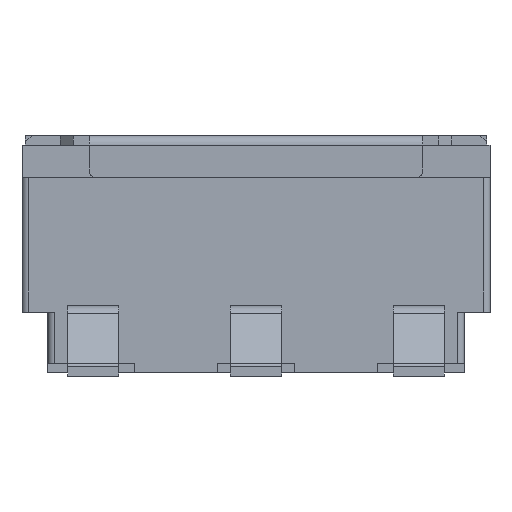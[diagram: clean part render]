
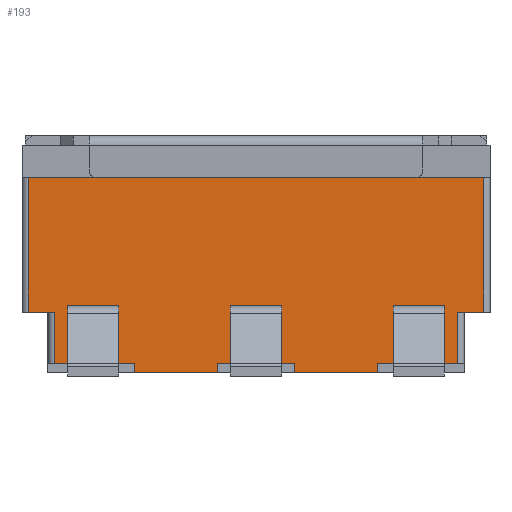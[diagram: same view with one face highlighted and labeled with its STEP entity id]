
A CAD part, left-side view. The second image highlights one B-rep face of the part: STEP entity #193.
In plain terms, the highlighted planar face has unit normal (-1, 0, 0).
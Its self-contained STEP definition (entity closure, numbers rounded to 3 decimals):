
#13=DIRECTION('',(0.,0.,1.));
#24=VERTEX_POINT('',#25);
#25=CARTESIAN_POINT('',(-3.55,-0.6,0.05));
#31=EDGE_CURVE('',#24,#32,#34,.T.);
#32=VERTEX_POINT('',#33);
#33=CARTESIAN_POINT('',(-3.55,-1.9,0.05));
#34=LINE('',#35,#36);
#35=CARTESIAN_POINT('',(-3.55,3.25,0.05));
#36=VECTOR('',#37,1.);
#37=DIRECTION('',(0.,-1.,0.));
#45=DIRECTION('',(1.,0.,0.));
#64=VECTOR('',#65,1.);
#65=DIRECTION('',(0.,1.,0.));
#126=VERTEX_POINT('',#127);
#127=CARTESIAN_POINT('',(-3.55,1.9,0.05));
#131=EDGE_CURVE('',#126,#132,#34,.T.);
#132=VERTEX_POINT('',#133);
#133=CARTESIAN_POINT('',(-3.55,0.6,0.05));
#160=ORIENTED_EDGE('',*,*,#161,.T.);
#161=EDGE_CURVE('',#24,#162,#164,.T.);
#162=VERTEX_POINT('',#163);
#163=CARTESIAN_POINT('',(-3.55,-0.6,0.2));
#164=LINE('',#165,#166);
#165=CARTESIAN_POINT('',(-3.55,-0.6,0.));
#166=VECTOR('',#13,1.);
#193=ADVANCED_FACE('',(#194,#269,#293,#315),#337,.F.);
#194=FACE_BOUND('',#195,.F.);
#195=EDGE_LOOP('',(#196,#204,#209,#213,#160,#214,#219,#223,#224,#230,#236,#242,#249,#254,#259,#264));
#196=ORIENTED_EDGE('',*,*,#197,.F.);
#197=EDGE_CURVE('',#198,#200,#202,.T.);
#198=VERTEX_POINT('',#199);
#199=CARTESIAN_POINT('',(-3.55,-3.15,0.2));
#200=VERTEX_POINT('',#201);
#201=CARTESIAN_POINT('',(-3.55,-3.15,1.));
#202=LINE('',#203,#166);
#203=CARTESIAN_POINT('',(-3.55,-3.15,0.05));
#204=ORIENTED_EDGE('',*,*,#205,.F.);
#205=EDGE_CURVE('',#206,#198,#208,.T.);
#206=VERTEX_POINT('',#207);
#207=CARTESIAN_POINT('',(-3.55,-1.9,0.2));
#208=LINE('',#207,#36);
#209=ORIENTED_EDGE('',*,*,#210,.F.);
#210=EDGE_CURVE('',#32,#206,#211,.T.);
#211=LINE('',#212,#166);
#212=CARTESIAN_POINT('',(-3.55,-1.9,0.));
#213=ORIENTED_EDGE('',*,*,#31,.F.);
#214=ORIENTED_EDGE('',*,*,#215,.F.);
#215=EDGE_CURVE('',#216,#162,#218,.T.);
#216=VERTEX_POINT('',#217);
#217=CARTESIAN_POINT('',(-3.55,0.6,0.2));
#218=LINE('',#217,#36);
#219=ORIENTED_EDGE('',*,*,#220,.F.);
#220=EDGE_CURVE('',#132,#216,#221,.T.);
#221=LINE('',#222,#166);
#222=CARTESIAN_POINT('',(-3.55,0.6,0.));
#223=ORIENTED_EDGE('',*,*,#131,.F.);
#224=ORIENTED_EDGE('',*,*,#225,.T.);
#225=EDGE_CURVE('',#126,#226,#228,.T.);
#226=VERTEX_POINT('',#227);
#227=CARTESIAN_POINT('',(-3.55,1.9,0.2));
#228=LINE('',#229,#166);
#229=CARTESIAN_POINT('',(-3.55,1.9,0.));
#230=ORIENTED_EDGE('',*,*,#231,.F.);
#231=EDGE_CURVE('',#232,#226,#234,.T.);
#232=VERTEX_POINT('',#233);
#233=CARTESIAN_POINT('',(-3.55,3.15,0.2));
#234=LINE('',#235,#36);
#235=CARTESIAN_POINT('',(-3.55,3.25,0.2));
#236=ORIENTED_EDGE('',*,*,#237,.T.);
#237=EDGE_CURVE('',#232,#238,#240,.T.);
#238=VERTEX_POINT('',#239);
#239=CARTESIAN_POINT('',(-3.55,3.15,1.));
#240=LINE('',#241,#166);
#241=CARTESIAN_POINT('',(-3.55,3.15,0.05));
#242=ORIENTED_EDGE('',*,*,#243,.T.);
#243=EDGE_CURVE('',#238,#244,#246,.T.);
#244=VERTEX_POINT('',#245);
#245=CARTESIAN_POINT('',(-3.55,3.55,1.));
#246=LINE('',#239,#247);
#247=VECTOR('',#248,1.);
#248=DIRECTION('',(0.,1.,0.));
#249=ORIENTED_EDGE('',*,*,#250,.T.);
#250=EDGE_CURVE('',#244,#251,#253,.T.);
#251=VERTEX_POINT('',#252);
#252=CARTESIAN_POINT('',(-3.55,3.55,3.1));
#253=LINE('',#245,#166);
#254=ORIENTED_EDGE('',*,*,#255,.F.);
#255=EDGE_CURVE('',#256,#251,#258,.T.);
#256=VERTEX_POINT('',#257);
#257=CARTESIAN_POINT('',(-3.55,-3.55,3.1));
#258=LINE('',#257,#64);
#259=ORIENTED_EDGE('',*,*,#260,.F.);
#260=EDGE_CURVE('',#261,#256,#263,.T.);
#261=VERTEX_POINT('',#262);
#262=CARTESIAN_POINT('',(-3.55,-3.55,1.));
#263=LINE('',#262,#166);
#264=ORIENTED_EDGE('',*,*,#265,.F.);
#265=EDGE_CURVE('',#200,#261,#266,.T.);
#266=LINE('',#201,#267);
#267=VECTOR('',#268,1.);
#268=DIRECTION('',(0.,-1.,0.));
#269=FACE_BOUND('',#270,.F.);
#270=EDGE_LOOP('',(#271,#278,#285,#290));
#271=ORIENTED_EDGE('',*,*,#272,.F.);
#272=EDGE_CURVE('',#273,#275,#277,.T.);
#273=VERTEX_POINT('',#274);
#274=CARTESIAN_POINT('',(-3.55,2.94,0.95));
#275=VERTEX_POINT('',#276);
#276=CARTESIAN_POINT('',(-3.55,2.94,1.1));
#277=LINE('',#274,#166);
#278=ORIENTED_EDGE('',*,*,#279,.T.);
#279=EDGE_CURVE('',#273,#280,#282,.T.);
#280=VERTEX_POINT('',#281);
#281=CARTESIAN_POINT('',(-3.55,2.14,0.95));
#282=LINE('',#274,#283);
#283=VECTOR('',#284,1.);
#284=DIRECTION('',(0.,-1.,0.));
#285=ORIENTED_EDGE('',*,*,#286,.T.);
#286=EDGE_CURVE('',#280,#287,#289,.T.);
#287=VERTEX_POINT('',#288);
#288=CARTESIAN_POINT('',(-3.55,2.14,1.1));
#289=LINE('',#281,#166);
#290=ORIENTED_EDGE('',*,*,#291,.F.);
#291=EDGE_CURVE('',#275,#287,#292,.T.);
#292=LINE('',#276,#283);
#293=FACE_BOUND('',#294,.F.);
#294=EDGE_LOOP('',(#295,#302,#307,#312));
#295=ORIENTED_EDGE('',*,*,#296,.F.);
#296=EDGE_CURVE('',#297,#299,#301,.T.);
#297=VERTEX_POINT('',#298);
#298=CARTESIAN_POINT('',(-3.55,0.4,0.95));
#299=VERTEX_POINT('',#300);
#300=CARTESIAN_POINT('',(-3.55,0.4,1.1));
#301=LINE('',#298,#166);
#302=ORIENTED_EDGE('',*,*,#303,.T.);
#303=EDGE_CURVE('',#297,#304,#306,.T.);
#304=VERTEX_POINT('',#305);
#305=CARTESIAN_POINT('',(-3.55,-0.4,0.95));
#306=LINE('',#298,#283);
#307=ORIENTED_EDGE('',*,*,#308,.T.);
#308=EDGE_CURVE('',#304,#309,#311,.T.);
#309=VERTEX_POINT('',#310);
#310=CARTESIAN_POINT('',(-3.55,-0.4,1.1));
#311=LINE('',#305,#166);
#312=ORIENTED_EDGE('',*,*,#313,.F.);
#313=EDGE_CURVE('',#299,#309,#314,.T.);
#314=LINE('',#300,#283);
#315=FACE_BOUND('',#316,.F.);
#316=EDGE_LOOP('',(#317,#324,#329,#334));
#317=ORIENTED_EDGE('',*,*,#318,.F.);
#318=EDGE_CURVE('',#319,#321,#323,.T.);
#319=VERTEX_POINT('',#320);
#320=CARTESIAN_POINT('',(-3.55,-2.14,0.95));
#321=VERTEX_POINT('',#322);
#322=CARTESIAN_POINT('',(-3.55,-2.14,1.1));
#323=LINE('',#320,#166);
#324=ORIENTED_EDGE('',*,*,#325,.T.);
#325=EDGE_CURVE('',#319,#326,#328,.T.);
#326=VERTEX_POINT('',#327);
#327=CARTESIAN_POINT('',(-3.55,-2.94,0.95));
#328=LINE('',#320,#283);
#329=ORIENTED_EDGE('',*,*,#330,.T.);
#330=EDGE_CURVE('',#326,#331,#333,.T.);
#331=VERTEX_POINT('',#332);
#332=CARTESIAN_POINT('',(-3.55,-2.94,1.1));
#333=LINE('',#327,#166);
#334=ORIENTED_EDGE('',*,*,#335,.F.);
#335=EDGE_CURVE('',#321,#331,#336,.T.);
#336=LINE('',#322,#283);
#337=PLANE('',#338);
#338=AXIS2_PLACEMENT_3D('',#35,#45,#37);
